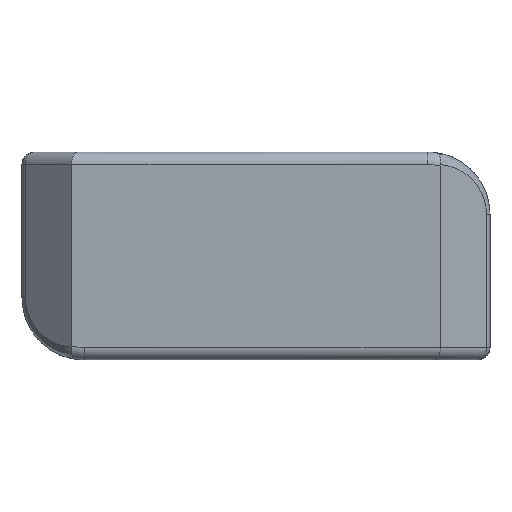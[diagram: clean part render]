
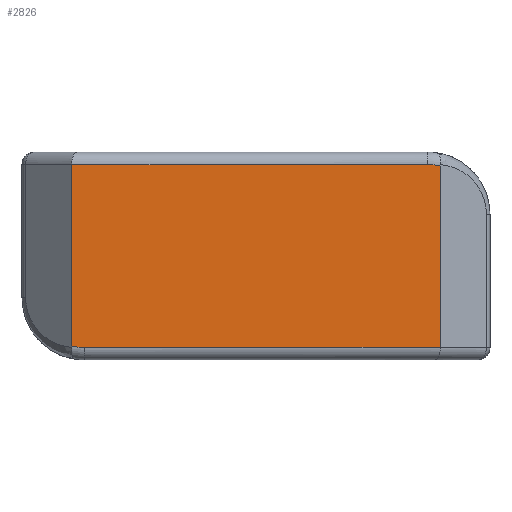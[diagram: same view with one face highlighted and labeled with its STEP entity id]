
A CAD part, front view. The second image highlights one B-rep face of the part: STEP entity #2826.
In plain terms, the highlighted planar face has unit normal (0, -1, 0).
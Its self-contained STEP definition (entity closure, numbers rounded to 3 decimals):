
#41 = VERTEX_POINT ( 'NONE', #112 ) ;
#112 = CARTESIAN_POINT ( 'NONE',  ( 7.4, 0., -3.675 ) ) ;
#235 = CARTESIAN_POINT ( 'NONE',  ( 6.9, 0., 3.675 ) ) ;
#271 = AXIS2_PLACEMENT_3D ( 'NONE', #2391, #407, #2603 ) ;
#276 = CARTESIAN_POINT ( 'NONE',  ( -7.4, 0., -1.675 ) ) ;
#319 = EDGE_CURVE ( 'NONE', #1448, #2065, #1169, .T. ) ;
#338 = VECTOR ( 'NONE', #1683, 1000. ) ;
#366 = EDGE_CURVE ( 'NONE', #418, #1448, #1394, .T. ) ;
#407 = DIRECTION ( 'NONE',  ( 0., -1., 0. ) ) ;
#418 = VERTEX_POINT ( 'NONE', #2407 ) ;
#425 = ORIENTED_EDGE ( 'NONE', *, *, #933, .T. ) ;
#505 = LINE ( 'NONE', #1987, #338 ) ;
#509 = PLANE ( 'NONE',  #2773 ) ;
#558 = EDGE_CURVE ( 'NONE', #2014, #41, #1797, .T. ) ;
#680 = DIRECTION ( 'NONE',  ( -1., 0., 0. ) ) ;
#725 = DIRECTION ( 'NONE',  ( 0., 0., -1. ) ) ;
#770 = CARTESIAN_POINT ( 'NONE',  ( -7.4, 0., 3.675 ) ) ;
#933 = EDGE_CURVE ( 'NONE', #2065, #2812, #2939, .T. ) ;
#961 = VECTOR ( 'NONE', #725, 1000. ) ;
#1130 = DIRECTION ( 'NONE',  ( 0., 0., -1. ) ) ;
#1169 = LINE ( 'NONE', #1666, #2792 ) ;
#1292 = DIRECTION ( 'NONE',  ( 1., 0., 0. ) ) ;
#1394 = CIRCLE ( 'NONE', #271, 2. ) ;
#1448 = VERTEX_POINT ( 'NONE', #235 ) ;
#1467 = EDGE_CURVE ( 'NONE', #41, #418, #505, .T. ) ;
#1487 = ORIENTED_EDGE ( 'NONE', *, *, #366, .T. ) ;
#1506 = ORIENTED_EDGE ( 'NONE', *, *, #1748, .T. ) ;
#1605 = VECTOR ( 'NONE', #1292, 1000. ) ;
#1666 = CARTESIAN_POINT ( 'NONE',  ( -7.4, 0., 3.675 ) ) ;
#1683 = DIRECTION ( 'NONE',  ( 0., 0., 1. ) ) ;
#1748 = EDGE_CURVE ( 'NONE', #2812, #2014, #1924, .T. ) ;
#1797 = LINE ( 'NONE', #2548, #1605 ) ;
#1924 = CIRCLE ( 'NONE', #3059, 2. ) ;
#1987 = CARTESIAN_POINT ( 'NONE',  ( 7.4, 0., 1.675 ) ) ;
#2011 = CARTESIAN_POINT ( 'NONE',  ( -6.9, 0., -3.675 ) ) ;
#2014 = VERTEX_POINT ( 'NONE', #2011 ) ;
#2065 = VERTEX_POINT ( 'NONE', #770 ) ;
#2078 = DIRECTION ( 'NONE',  ( 0., -1., 0. ) ) ;
#2102 = ORIENTED_EDGE ( 'NONE', *, *, #558, .T. ) ;
#2110 = ORIENTED_EDGE ( 'NONE', *, *, #1467, .T. ) ;
#2233 = CARTESIAN_POINT ( 'NONE',  ( -7.4, 0., -3.611 ) ) ;
#2265 = CARTESIAN_POINT ( 'NONE',  ( 0., 0., 0. ) ) ;
#2282 = DIRECTION ( 'NONE',  ( 0., -1., 0. ) ) ;
#2356 = EDGE_LOOP ( 'NONE', ( #2110, #1487, #2371, #425, #1506, #2102 ) ) ;
#2371 = ORIENTED_EDGE ( 'NONE', *, *, #319, .T. ) ;
#2391 = CARTESIAN_POINT ( 'NONE',  ( 6.9, 0., 1.675 ) ) ;
#2407 = CARTESIAN_POINT ( 'NONE',  ( 7.4, 0., 3.611 ) ) ;
#2519 = FACE_OUTER_BOUND ( 'NONE', #2356, .T. ) ;
#2548 = CARTESIAN_POINT ( 'NONE',  ( 7.4, 0., -3.675 ) ) ;
#2576 = CARTESIAN_POINT ( 'NONE',  ( -6.9, 0., -1.675 ) ) ;
#2603 = DIRECTION ( 'NONE',  ( 0., 0., -1. ) ) ;
#2737 = DIRECTION ( 'NONE',  ( 0., 0., -1. ) ) ;
#2773 = AXIS2_PLACEMENT_3D ( 'NONE', #2265, #2282, #2737 ) ;
#2792 = VECTOR ( 'NONE', #680, 1000. ) ;
#2812 = VERTEX_POINT ( 'NONE', #2233 ) ;
#2826 = ADVANCED_FACE ( 'NONE', ( #2519 ), #509, .T. ) ;
#2939 = LINE ( 'NONE', #276, #961 ) ;
#3059 = AXIS2_PLACEMENT_3D ( 'NONE', #2576, #2078, #1130 ) ;
